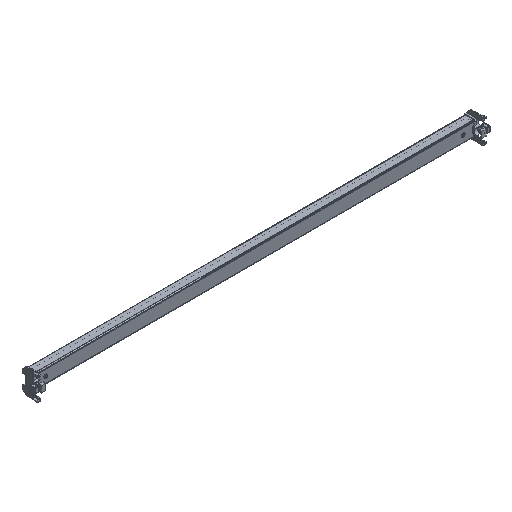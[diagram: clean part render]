
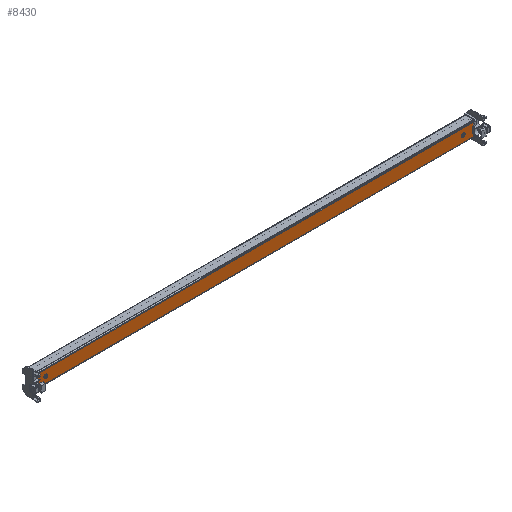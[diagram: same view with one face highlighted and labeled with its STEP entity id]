
A CAD part, isometric view. The second image highlights one B-rep face of the part: STEP entity #8430.
In plain terms, the highlighted planar face has unit normal (0, -1, 0).
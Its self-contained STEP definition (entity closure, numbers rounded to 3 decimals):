
#272 = FACE_OUTER_BOUND ( 'NONE', #8267, .T. ) ;
#283 = FACE_BOUND ( 'NONE', #8261, .T. ) ;
#288 = FACE_BOUND ( 'NONE', #3128, .T. ) ;
#1011 = DIRECTION ( 'NONE',  ( 0., 0., 1. ) ) ;
#1028 = PLANE ( 'NONE',  #5689 ) ;
#1071 = CARTESIAN_POINT ( 'NONE',  ( 447.5, -1.5, 15. ) ) ;
#1085 = DIRECTION ( 'NONE',  ( 0., 1., 0. ) ) ;
#1566 = EDGE_CURVE ( 'NONE', #2071, #2032, #6743, .T. ) ;
#1567 = EDGE_CURVE ( 'NONE', #2075, #2032, #6862, .T. ) ;
#1570 = EDGE_CURVE ( 'NONE', #2075, #2066, #6760, .T. ) ;
#1571 = EDGE_CURVE ( 'NONE', #2071, #2066, #7653, .T. ) ;
#1572 = EDGE_CURVE ( 'NONE', #2070, #2048, #7681, .T. ) ;
#1573 = EDGE_CURVE ( 'NONE', #2072, #2068, #7657, .T. ) ;
#1806 = EDGE_CURVE ( 'NONE', #2048, #2070, #7669, .T. ) ;
#1818 = EDGE_CURVE ( 'NONE', #2068, #2072, #7628, .T. ) ;
#2032 = VERTEX_POINT ( 'NONE', #2782 ) ;
#2048 = VERTEX_POINT ( 'NONE', #2783 ) ;
#2066 = VERTEX_POINT ( 'NONE', #2800 ) ;
#2068 = VERTEX_POINT ( 'NONE', #2865 ) ;
#2070 = VERTEX_POINT ( 'NONE', #2863 ) ;
#2071 = VERTEX_POINT ( 'NONE', #2872 ) ;
#2072 = VERTEX_POINT ( 'NONE', #2875 ) ;
#2075 = VERTEX_POINT ( 'NONE', #2860 ) ;
#2782 = CARTESIAN_POINT ( 'NONE',  ( -447.5, -1.5, 12.75 ) ) ;
#2783 = CARTESIAN_POINT ( 'NONE',  ( -421.5, -1.5, 3.5 ) ) ;
#2800 = CARTESIAN_POINT ( 'NONE',  ( 447.5, -1.5, -12.75 ) ) ;
#2860 = CARTESIAN_POINT ( 'NONE',  ( 447.5, -1.5, 12.75 ) ) ;
#2863 = CARTESIAN_POINT ( 'NONE',  ( -421.5, -1.5, -3.5 ) ) ;
#2865 = CARTESIAN_POINT ( 'NONE',  ( 421.5, -1.5, 3.5 ) ) ;
#2872 = CARTESIAN_POINT ( 'NONE',  ( -447.5, -1.5, -12.75 ) ) ;
#2875 = CARTESIAN_POINT ( 'NONE',  ( 421.5, -1.5, -3.5 ) ) ;
#3128 = EDGE_LOOP ( 'NONE', ( #5499, #5477 ) ) ;
#3711 = AXIS2_PLACEMENT_3D ( 'NONE', #4809, #4810, #4828 ) ;
#3712 = AXIS2_PLACEMENT_3D ( 'NONE', #4830, #4831, #4832 ) ;
#3721 = AXIS2_PLACEMENT_3D ( 'NONE', #5898, #5899, #5900 ) ;
#3723 = AXIS2_PLACEMENT_3D ( 'NONE', #5911, #5912, #5913 ) ;
#4800 = DIRECTION ( 'NONE',  ( 1., 0., 0. ) ) ;
#4809 = CARTESIAN_POINT ( 'NONE',  ( -421.5, -1.5, 0. ) ) ;
#4810 = DIRECTION ( 'NONE',  ( 0., -1., 0. ) ) ;
#4811 = DIRECTION ( 'NONE',  ( 0., 0., -1. ) ) ;
#4813 = CARTESIAN_POINT ( 'NONE',  ( -447.5, -1.5, -12.75 ) ) ;
#4815 = CARTESIAN_POINT ( 'NONE',  ( 447.5, -1.5, -15. ) ) ;
#4816 = DIRECTION ( 'NONE',  ( -1., 0., 0. ) ) ;
#4821 = CARTESIAN_POINT ( 'NONE',  ( 447.5, -1.5, 12.75 ) ) ;
#4824 = DIRECTION ( 'NONE',  ( 0., 0., 1. ) ) ;
#4826 = CARTESIAN_POINT ( 'NONE',  ( -447.5, -1.5, -15. ) ) ;
#4828 = DIRECTION ( 'NONE',  ( 0., 0., 1. ) ) ;
#4830 = CARTESIAN_POINT ( 'NONE',  ( 421.5, -1.5, 0. ) ) ;
#4831 = DIRECTION ( 'NONE',  ( 0., -1., 0. ) ) ;
#4832 = DIRECTION ( 'NONE',  ( 0., 0., 1. ) ) ;
#5460 = ORIENTED_EDGE ( 'NONE', *, *, #1818, .F. ) ;
#5471 = ORIENTED_EDGE ( 'NONE', *, *, #1571, .T. ) ;
#5477 = ORIENTED_EDGE ( 'NONE', *, *, #1572, .F. ) ;
#5478 = ORIENTED_EDGE ( 'NONE', *, *, #1570, .F. ) ;
#5491 = ORIENTED_EDGE ( 'NONE', *, *, #1567, .T. ) ;
#5499 = ORIENTED_EDGE ( 'NONE', *, *, #1806, .F. ) ;
#5565 = ORIENTED_EDGE ( 'NONE', *, *, #1566, .F. ) ;
#5689 = AXIS2_PLACEMENT_3D ( 'NONE', #1071, #1085, #1011 ) ;
#5898 = CARTESIAN_POINT ( 'NONE',  ( -421.5, -1.5, 0. ) ) ;
#5899 = DIRECTION ( 'NONE',  ( 0., -1., 0. ) ) ;
#5900 = DIRECTION ( 'NONE',  ( 0., 0., 1. ) ) ;
#5911 = CARTESIAN_POINT ( 'NONE',  ( 421.5, -1.5, 0. ) ) ;
#5912 = DIRECTION ( 'NONE',  ( 0., -1., 0. ) ) ;
#5913 = DIRECTION ( 'NONE',  ( 0., 0., 1. ) ) ;
#6730 = VECTOR ( 'NONE', #4811, 1000. ) ;
#6743 = LINE ( 'NONE', #4826, #6792 ) ;
#6760 = LINE ( 'NONE', #4815, #6730 ) ;
#6781 = VECTOR ( 'NONE', #4816, 1000. ) ;
#6792 = VECTOR ( 'NONE', #4824, 1000. ) ;
#6862 = LINE ( 'NONE', #4821, #6781 ) ;
#6948 = ORIENTED_EDGE ( 'NONE', *, *, #1573, .F. ) ;
#7628 = CIRCLE ( 'NONE', #3723, 3.5 ) ;
#7653 = LINE ( 'NONE', #4813, #7656 ) ;
#7656 = VECTOR ( 'NONE', #4800, 1000. ) ;
#7657 = CIRCLE ( 'NONE', #3712, 3.5 ) ;
#7669 = CIRCLE ( 'NONE', #3721, 3.5 ) ;
#7681 = CIRCLE ( 'NONE', #3711, 3.5 ) ;
#8261 = EDGE_LOOP ( 'NONE', ( #5460, #6948 ) ) ;
#8267 = EDGE_LOOP ( 'NONE', ( #5471, #5478, #5491, #5565 ) ) ;
#8430 = ADVANCED_FACE ( 'NONE', ( #283, #288, #272 ), #1028, .F. ) ;
